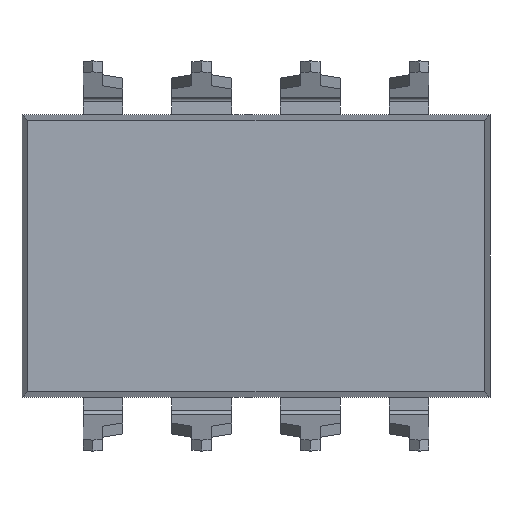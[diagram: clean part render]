
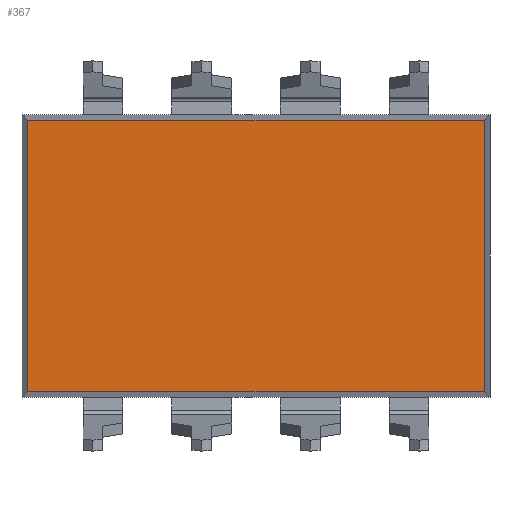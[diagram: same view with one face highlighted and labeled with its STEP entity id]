
A CAD part, front view. The second image highlights one B-rep face of the part: STEP entity #367.
In plain terms, the highlighted planar face has unit normal (0, -1, 0).
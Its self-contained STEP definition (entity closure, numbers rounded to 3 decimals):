
#158 = EDGE_CURVE ( 'NONE', #3916, #3477, #3808, .T. ) ;
#224 = LINE ( 'NONE', #2693, #3377 ) ;
#367 = ADVANCED_FACE ( 'NONE', ( #598 ), #2487, .T. ) ;
#395 = CARTESIAN_POINT ( 'NONE',  ( -5.326, -1.66, -3.166 ) ) ;
#598 = FACE_OUTER_BOUND ( 'NONE', #920, .T. ) ;
#919 = CARTESIAN_POINT ( 'NONE',  ( -5.326, -1.66, -3.3 ) ) ;
#920 = EDGE_LOOP ( 'NONE', ( #1591, #2358, #2858, #3339 ) ) ;
#942 = DIRECTION ( 'NONE',  ( 0., 0., -1. ) ) ;
#1291 = DIRECTION ( 'NONE',  ( 0., 0., 1. ) ) ;
#1316 = VECTOR ( 'NONE', #1725, 1000. ) ;
#1409 = LINE ( 'NONE', #3841, #1316 ) ;
#1591 = ORIENTED_EDGE ( 'NONE', *, *, #1678, .F. ) ;
#1611 = DIRECTION ( 'NONE',  ( 0., -1., 0. ) ) ;
#1678 = EDGE_CURVE ( 'NONE', #3477, #3059, #224, .T. ) ;
#1725 = DIRECTION ( 'NONE',  ( -1., 0., 0. ) ) ;
#1838 = EDGE_CURVE ( 'NONE', #3059, #3859, #2993, .T. ) ;
#1993 = VECTOR ( 'NONE', #942, 1000. ) ;
#2184 = CARTESIAN_POINT ( 'NONE',  ( 5.326, -1.66, -3.166 ) ) ;
#2358 = ORIENTED_EDGE ( 'NONE', *, *, #158, .F. ) ;
#2487 = PLANE ( 'NONE',  #3296 ) ;
#2655 = EDGE_CURVE ( 'NONE', #3859, #3916, #1409, .T. ) ;
#2693 = CARTESIAN_POINT ( 'NONE',  ( -5.46, -1.66, 3.166 ) ) ;
#2789 = CARTESIAN_POINT ( 'NONE',  ( 0., -1.66, 0. ) ) ;
#2858 = ORIENTED_EDGE ( 'NONE', *, *, #2655, .F. ) ;
#2903 = VECTOR ( 'NONE', #3966, 1000. ) ;
#2993 = LINE ( 'NONE', #3061, #1993 ) ;
#3059 = VERTEX_POINT ( 'NONE', #3962 ) ;
#3061 = CARTESIAN_POINT ( 'NONE',  ( 5.326, -1.66, 3.3 ) ) ;
#3296 = AXIS2_PLACEMENT_3D ( 'NONE', #2789, #1611, #1291 ) ;
#3339 = ORIENTED_EDGE ( 'NONE', *, *, #1838, .F. ) ;
#3377 = VECTOR ( 'NONE', #3598, 1000. ) ;
#3477 = VERTEX_POINT ( 'NONE', #3499 ) ;
#3499 = CARTESIAN_POINT ( 'NONE',  ( -5.326, -1.66, 3.166 ) ) ;
#3598 = DIRECTION ( 'NONE',  ( 1., 0., 0. ) ) ;
#3808 = LINE ( 'NONE', #919, #2903 ) ;
#3841 = CARTESIAN_POINT ( 'NONE',  ( 5.46, -1.66, -3.166 ) ) ;
#3859 = VERTEX_POINT ( 'NONE', #2184 ) ;
#3916 = VERTEX_POINT ( 'NONE', #395 ) ;
#3962 = CARTESIAN_POINT ( 'NONE',  ( 5.326, -1.66, 3.166 ) ) ;
#3966 = DIRECTION ( 'NONE',  ( 0., 0., 1. ) ) ;
